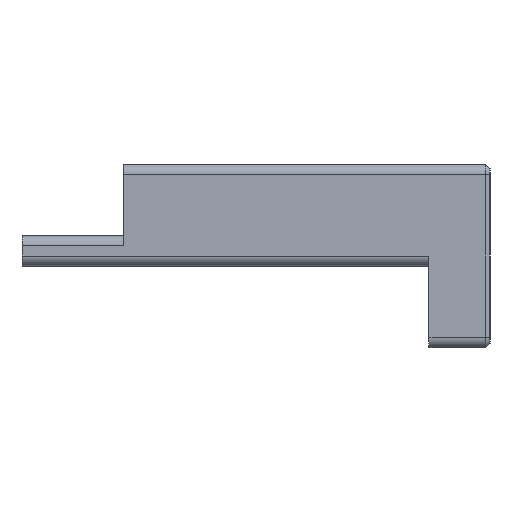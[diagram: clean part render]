
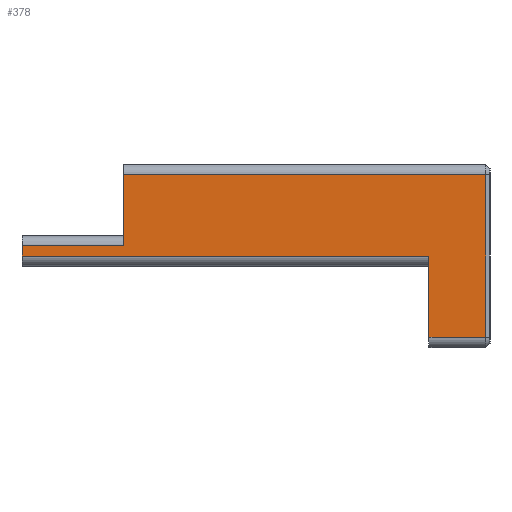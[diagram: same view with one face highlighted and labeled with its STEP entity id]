
A CAD part, left-side view. The second image highlights one B-rep face of the part: STEP entity #378.
In plain terms, the highlighted planar face has unit normal (-1, 0, 0).
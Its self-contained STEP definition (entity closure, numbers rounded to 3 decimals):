
#2 = LINE ( 'NONE', #2458, #940 ) ;
#50 = AXIS2_PLACEMENT_3D ( 'NONE', #2318, #1884, #2776 ) ;
#64 = VERTEX_POINT ( 'NONE', #173 ) ;
#75 = CARTESIAN_POINT ( 'NONE',  ( -236.25, -10., 0.5 ) ) ;
#103 = EDGE_CURVE ( 'NONE', #2598, #1304, #2829, .T. ) ;
#115 = VECTOR ( 'NONE', #1741, 1000. ) ;
#127 = PLANE ( 'NONE',  #50 ) ;
#131 = CARTESIAN_POINT ( 'NONE',  ( -236.25, -10., -3.5 ) ) ;
#173 = CARTESIAN_POINT ( 'NONE',  ( -236.25, 5., 1. ) ) ;
#190 = EDGE_CURVE ( 'NONE', #2372, #2832, #2192, .T. ) ;
#200 = LINE ( 'NONE', #2166, #115 ) ;
#207 = CARTESIAN_POINT ( 'NONE',  ( -236.25, -12.8, -3.5 ) ) ;
#254 = EDGE_CURVE ( 'NONE', #2360, #1304, #1820, .T. ) ;
#285 = EDGE_CURVE ( 'NONE', #2360, #2044, #1137, .T. ) ;
#378 = ADVANCED_FACE ( 'NONE', ( #542 ), #127, .F. ) ;
#523 = EDGE_CURVE ( 'NONE', #1065, #2372, #1080, .T. ) ;
#542 = FACE_OUTER_BOUND ( 'NONE', #2094, .T. ) ;
#582 = ORIENTED_EDGE ( 'NONE', *, *, #190, .F. ) ;
#732 = EDGE_CURVE ( 'NONE', #64, #1065, #2, .T. ) ;
#809 = DIRECTION ( 'NONE',  ( 0., -1., 0. ) ) ;
#837 = CARTESIAN_POINT ( 'NONE',  ( -236.25, -13., 4.5 ) ) ;
#884 = VECTOR ( 'NONE', #2049, 1000. ) ;
#895 = DIRECTION ( 'NONE',  ( 0., 0., -1. ) ) ;
#926 = ORIENTED_EDGE ( 'NONE', *, *, #103, .T. ) ;
#940 = VECTOR ( 'NONE', #1770, 1000. ) ;
#1034 = DIRECTION ( 'NONE',  ( 0., -1., 0. ) ) ;
#1065 = VERTEX_POINT ( 'NONE', #1127 ) ;
#1080 = LINE ( 'NONE', #837, #1467 ) ;
#1086 = DIRECTION ( 'NONE',  ( 0., 0., -1. ) ) ;
#1127 = CARTESIAN_POINT ( 'NONE',  ( -236.25, 5., 4.5 ) ) ;
#1137 = LINE ( 'NONE', #1163, #884 ) ;
#1162 = ORIENTED_EDGE ( 'NONE', *, *, #732, .F. ) ;
#1163 = CARTESIAN_POINT ( 'NONE',  ( -236.25, -10., 162.529 ) ) ;
#1232 = CARTESIAN_POINT ( 'NONE',  ( -236.25, 5., 1. ) ) ;
#1256 = ORIENTED_EDGE ( 'NONE', *, *, #285, .T. ) ;
#1259 = LINE ( 'NONE', #1232, #2334 ) ;
#1304 = VERTEX_POINT ( 'NONE', #2735 ) ;
#1375 = CARTESIAN_POINT ( 'NONE',  ( -236.25, -12.8, 4.5 ) ) ;
#1467 = VECTOR ( 'NONE', #1034, 1000. ) ;
#1518 = VECTOR ( 'NONE', #1086, 1000. ) ;
#1567 = ORIENTED_EDGE ( 'NONE', *, *, #254, .F. ) ;
#1590 = CARTESIAN_POINT ( 'NONE',  ( -236.25, -10., 0.5 ) ) ;
#1741 = DIRECTION ( 'NONE',  ( 0., 1., 0. ) ) ;
#1770 = DIRECTION ( 'NONE',  ( 0., 0., 1. ) ) ;
#1784 = CARTESIAN_POINT ( 'NONE',  ( -236.25, 10., 1. ) ) ;
#1820 = LINE ( 'NONE', #75, #2767 ) ;
#1851 = EDGE_CURVE ( 'NONE', #2598, #64, #1259, .T. ) ;
#1884 = DIRECTION ( 'NONE',  ( 1., 0., 0. ) ) ;
#1927 = CARTESIAN_POINT ( 'NONE',  ( -236.25, 10., 5. ) ) ;
#1968 = EDGE_CURVE ( 'NONE', #2832, #2044, #200, .T. ) ;
#2044 = VERTEX_POINT ( 'NONE', #131 ) ;
#2049 = DIRECTION ( 'NONE',  ( 0., 0., -1. ) ) ;
#2094 = EDGE_LOOP ( 'NONE', ( #2745, #1162, #2470, #926, #1567, #1256, #2108, #582 ) ) ;
#2108 = ORIENTED_EDGE ( 'NONE', *, *, #1968, .F. ) ;
#2141 = CARTESIAN_POINT ( 'NONE',  ( -236.25, -12.8, -3.5 ) ) ;
#2166 = CARTESIAN_POINT ( 'NONE',  ( -236.25, -10., -3.5 ) ) ;
#2192 = LINE ( 'NONE', #207, #1518 ) ;
#2318 = CARTESIAN_POINT ( 'NONE',  ( -236.25, -10., 5. ) ) ;
#2334 = VECTOR ( 'NONE', #809, 1000. ) ;
#2360 = VERTEX_POINT ( 'NONE', #1590 ) ;
#2372 = VERTEX_POINT ( 'NONE', #1375 ) ;
#2458 = CARTESIAN_POINT ( 'NONE',  ( -236.25, 5., 1.5 ) ) ;
#2470 = ORIENTED_EDGE ( 'NONE', *, *, #1851, .F. ) ;
#2598 = VERTEX_POINT ( 'NONE', #1784 ) ;
#2660 = DIRECTION ( 'NONE',  ( 0., 1., 0. ) ) ;
#2735 = CARTESIAN_POINT ( 'NONE',  ( -236.25, 10., 0.5 ) ) ;
#2745 = ORIENTED_EDGE ( 'NONE', *, *, #523, .F. ) ;
#2767 = VECTOR ( 'NONE', #2660, 1000. ) ;
#2776 = DIRECTION ( 'NONE',  ( 0., 0., 1. ) ) ;
#2809 = VECTOR ( 'NONE', #895, 1000. ) ;
#2829 = LINE ( 'NONE', #1927, #2809 ) ;
#2832 = VERTEX_POINT ( 'NONE', #2141 ) ;
